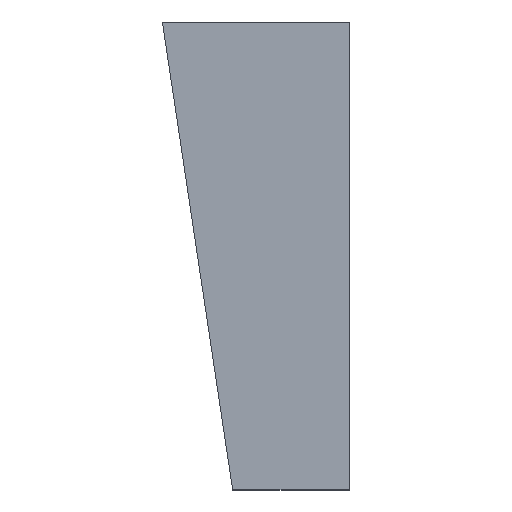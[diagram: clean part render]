
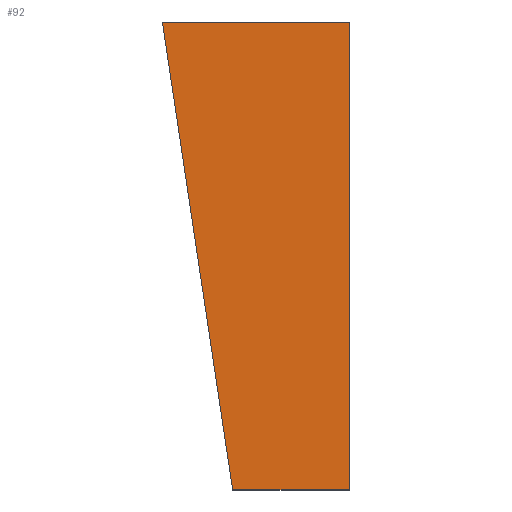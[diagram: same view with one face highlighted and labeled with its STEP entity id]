
A CAD part, top view. The second image highlights one B-rep face of the part: STEP entity #92.
In plain terms, the highlighted planar face has unit normal (0, 0, 1).
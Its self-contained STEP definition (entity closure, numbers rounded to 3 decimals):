
#12 = CARTESIAN_POINT ( 'NONE',  ( 0., 20., 4. ) ) ;
#19 = DIRECTION ( 'NONE',  ( 0., 0., -1. ) ) ;
#20 = LINE ( 'NONE', #197, #91 ) ;
#21 = VECTOR ( 'NONE', #182, 1000. ) ;
#26 = ORIENTED_EDGE ( 'NONE', *, *, #186, .T. ) ;
#29 = VERTEX_POINT ( 'NONE', #34 ) ;
#34 = CARTESIAN_POINT ( 'NONE',  ( -8., 20., 4. ) ) ;
#35 = CARTESIAN_POINT ( 'NONE',  ( -5., 0., 4. ) ) ;
#38 = VECTOR ( 'NONE', #90, 1000. ) ;
#48 = LINE ( 'NONE', #79, #38 ) ;
#58 = CARTESIAN_POINT ( 'NONE',  ( 0., 0., 4. ) ) ;
#64 = CARTESIAN_POINT ( 'NONE',  ( 0., 0., 4. ) ) ;
#67 = AXIS2_PLACEMENT_3D ( 'NONE', #64, #19, #125 ) ;
#70 = VERTEX_POINT ( 'NONE', #58 ) ;
#74 = EDGE_LOOP ( 'NONE', ( #119, #26, #184, #101 ) ) ;
#79 = CARTESIAN_POINT ( 'NONE',  ( 0., 0., 4. ) ) ;
#90 = DIRECTION ( 'NONE',  ( 1., 0., 0. ) ) ;
#91 = VECTOR ( 'NONE', #123, 1000. ) ;
#92 = ADVANCED_FACE ( 'NONE', ( #158 ), #160, .F. ) ;
#101 = ORIENTED_EDGE ( 'NONE', *, *, #131, .T. ) ;
#113 = CARTESIAN_POINT ( 'NONE',  ( -8., 20., 4. ) ) ;
#119 = ORIENTED_EDGE ( 'NONE', *, *, #201, .T. ) ;
#120 = EDGE_CURVE ( 'NONE', #29, #138, #20, .T. ) ;
#123 = DIRECTION ( 'NONE',  ( 0.148, -0.989, 0. ) ) ;
#124 = DIRECTION ( 'NONE',  ( -1., 0., 0. ) ) ;
#125 = DIRECTION ( 'NONE',  ( -1., 0., 0. ) ) ;
#131 = EDGE_CURVE ( 'NONE', #138, #70, #48, .T. ) ;
#138 = VERTEX_POINT ( 'NONE', #35 ) ;
#140 = LINE ( 'NONE', #141, #21 ) ;
#141 = CARTESIAN_POINT ( 'NONE',  ( 0., 20., 4. ) ) ;
#145 = LINE ( 'NONE', #113, #151 ) ;
#151 = VECTOR ( 'NONE', #124, 1000. ) ;
#158 = FACE_OUTER_BOUND ( 'NONE', #74, .T. ) ;
#160 = PLANE ( 'NONE',  #67 ) ;
#173 = VERTEX_POINT ( 'NONE', #12 ) ;
#182 = DIRECTION ( 'NONE',  ( 0., 1., 0. ) ) ;
#184 = ORIENTED_EDGE ( 'NONE', *, *, #120, .T. ) ;
#186 = EDGE_CURVE ( 'NONE', #173, #29, #145, .T. ) ;
#197 = CARTESIAN_POINT ( 'NONE',  ( -5., 0., 4. ) ) ;
#201 = EDGE_CURVE ( 'NONE', #70, #173, #140, .T. ) ;
